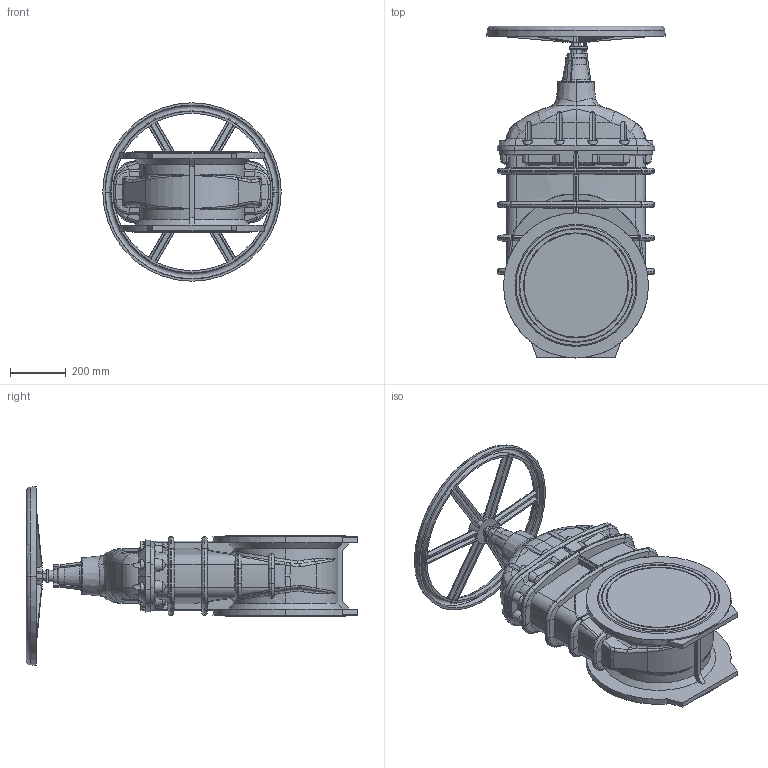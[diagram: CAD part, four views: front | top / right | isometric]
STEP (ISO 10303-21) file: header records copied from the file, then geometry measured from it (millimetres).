
FILE_DESCRIPTION (( 'STEP AP203' ), '1' );
FILE_NAME ('0635035016.STEP', '2014-06-03T02:47:26', ( '' ), ( '' ), 'SwSTEP 2.0', 'SolidWorks 2012', '' );
FILE_SCHEMA (( 'CONFIG_CONTROL_DESIGN' ));
Products named in the file (1): 0635035016
Bounding box: 640 x 1190.01 x 640 mm (x, y, z)
Volume: 90088275.1 mm3; surface area: 2559768 mm2
Topology: 1 solids, 1 shells, 918 faces, 2378 edges, 1473 vertices
Faces by surface type: plane 248, cone 231, bspline 160, cylinder 153, torus 124, sphere 2
Entity records: 39838 total; most frequent: CARTESIAN_POINT 19719, ORIENTED_EDGE 4732, DIRECTION 3579, EDGE_CURVE 2366, VERTEX_POINT 1473, AXIS2_PLACEMENT_3D 1464, EDGE_LOOP 955, ADVANCED_FACE 918
